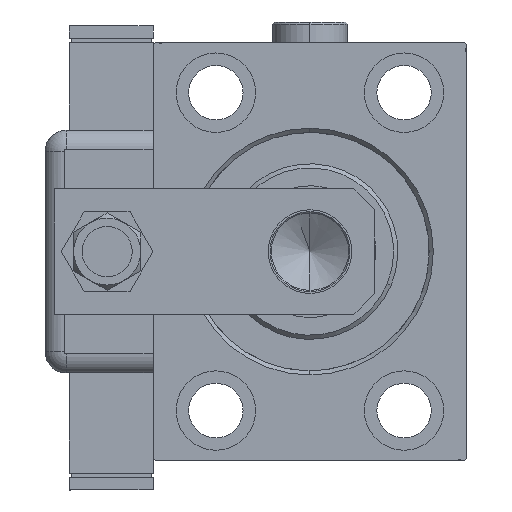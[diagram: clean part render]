
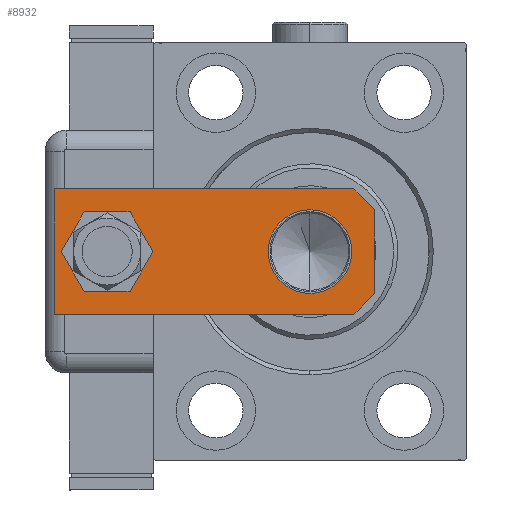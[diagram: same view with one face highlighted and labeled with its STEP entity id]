
A CAD part, left-side view. The second image highlights one B-rep face of the part: STEP entity #8932.
In plain terms, the highlighted face is planar.
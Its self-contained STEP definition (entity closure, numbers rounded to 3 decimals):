
#104 = CARTESIAN_POINT ( 'NONE',  ( 15., 5., 0. ) ) ;
#1112 = EDGE_LOOP ( 'NONE', ( #46071, #24350, #30230, #26010, #4534, #14221 ) ) ;
#1200 = CARTESIAN_POINT ( 'NONE',  ( 15., 76.5, 0. ) ) ;
#2750 = AXIS2_PLACEMENT_3D ( 'NONE', #7766, #40197, #54703 ) ;
#3890 = DIRECTION ( 'NONE',  ( -0.707, -0.707, 0. ) ) ;
#3950 = FACE_OUTER_BOUND ( 'NONE', #1112, .T. ) ;
#4175 = CARTESIAN_POINT ( 'NONE',  ( 0., 15.5, 0. ) ) ;
#4534 = ORIENTED_EDGE ( 'NONE', *, *, #38182, .F. ) ;
#5169 = DIRECTION ( 'NONE',  ( 0., 0., 1. ) ) ;
#5869 = EDGE_CURVE ( 'NONE', #38484, #28675, #24498, .T. ) ;
#6602 = ORIENTED_EDGE ( 'NONE', *, *, #13610, .T. ) ;
#7766 = CARTESIAN_POINT ( 'NONE',  ( 0., 15.5, 0. ) ) ;
#8221 = LINE ( 'NONE', #8529, #57112 ) ;
#8227 = CARTESIAN_POINT ( 'NONE',  ( -15., 0., 0. ) ) ;
#8529 = CARTESIAN_POINT ( 'NONE',  ( 15., 5., 0. ) ) ;
#8932 = ADVANCED_FACE ( 'NONE', ( #3950, #51804, #46858 ), #9188, .F. ) ;
#9188 = PLANE ( 'NONE',  #41636 ) ;
#9237 = CARTESIAN_POINT ( 'NONE',  ( 7., 64., 0. ) ) ;
#9495 = DIRECTION ( 'NONE',  ( 1., 0., 0. ) ) ;
#9788 = CIRCLE ( 'NONE', #60102, 7. ) ;
#10788 = EDGE_CURVE ( 'NONE', #47958, #28675, #27898, .T. ) ;
#13610 = EDGE_CURVE ( 'NONE', #36158, #34547, #52680, .T. ) ;
#14207 = EDGE_LOOP ( 'NONE', ( #15514, #6602 ) ) ;
#14221 = ORIENTED_EDGE ( 'NONE', *, *, #44179, .T. ) ;
#14626 = VECTOR ( 'NONE', #27051, 1000. ) ;
#14634 = VERTEX_POINT ( 'NONE', #41776 ) ;
#15514 = ORIENTED_EDGE ( 'NONE', *, *, #37398, .T. ) ;
#15558 = CIRCLE ( 'NONE', #2750, 10. ) ;
#17624 = CARTESIAN_POINT ( 'NONE',  ( -10., 0., 0. ) ) ;
#18705 = DIRECTION ( 'NONE',  ( 0., 0., 1. ) ) ;
#18940 = VERTEX_POINT ( 'NONE', #104 ) ;
#20032 = DIRECTION ( 'NONE',  ( -1., 0., 0. ) ) ;
#20134 = CIRCLE ( 'NONE', #54675, 7. ) ;
#20163 = DIRECTION ( 'NONE',  ( -0.707, 0.707, 0. ) ) ;
#20930 = VECTOR ( 'NONE', #20163, 1000. ) ;
#23607 = DIRECTION ( 'NONE',  ( 1., 0., 0. ) ) ;
#24045 = AXIS2_PLACEMENT_3D ( 'NONE', #4175, #27642, #23607 ) ;
#24350 = ORIENTED_EDGE ( 'NONE', *, *, #5869, .T. ) ;
#24498 = LINE ( 'NONE', #25427, #20930 ) ;
#24548 = DIRECTION ( 'NONE',  ( 1., 0., 0. ) ) ;
#25427 = CARTESIAN_POINT ( 'NONE',  ( -10., 0., 0. ) ) ;
#26010 = ORIENTED_EDGE ( 'NONE', *, *, #42430, .F. ) ;
#26757 = VERTEX_POINT ( 'NONE', #37796 ) ;
#27051 = DIRECTION ( 'NONE',  ( 0., 1., 0. ) ) ;
#27642 = DIRECTION ( 'NONE',  ( 0., 0., 1. ) ) ;
#27898 = LINE ( 'NONE', #42099, #43729 ) ;
#28553 = CARTESIAN_POINT ( 'NONE',  ( 10., 15.5, 0. ) ) ;
#28675 = VERTEX_POINT ( 'NONE', #50438 ) ;
#29938 = EDGE_LOOP ( 'NONE', ( #44271, #44028 ) ) ;
#30230 = ORIENTED_EDGE ( 'NONE', *, *, #10788, .F. ) ;
#32913 = CARTESIAN_POINT ( 'NONE',  ( 0., 64., 0. ) ) ;
#33270 = CARTESIAN_POINT ( 'NONE',  ( -15., 76.5, 0. ) ) ;
#34547 = VERTEX_POINT ( 'NONE', #41983 ) ;
#36158 = VERTEX_POINT ( 'NONE', #28553 ) ;
#37398 = EDGE_CURVE ( 'NONE', #34547, #36158, #15558, .T. ) ;
#37796 = CARTESIAN_POINT ( 'NONE',  ( -7., 64., 0. ) ) ;
#38182 = EDGE_CURVE ( 'NONE', #18940, #40437, #59815, .T. ) ;
#38484 = VERTEX_POINT ( 'NONE', #17624 ) ;
#40197 = DIRECTION ( 'NONE',  ( 0., 0., 1. ) ) ;
#40211 = VECTOR ( 'NONE', #50849, 1000. ) ;
#40437 = VERTEX_POINT ( 'NONE', #59470 ) ;
#41274 = DIRECTION ( 'NONE',  ( 1., 0., 0. ) ) ;
#41636 = AXIS2_PLACEMENT_3D ( 'NONE', #47466, #5169, #9495 ) ;
#41776 = CARTESIAN_POINT ( 'NONE',  ( 10., 0., 0. ) ) ;
#41983 = CARTESIAN_POINT ( 'NONE',  ( -10., 15.5, 0. ) ) ;
#42099 = CARTESIAN_POINT ( 'NONE',  ( -15., 76.5, 0. ) ) ;
#42430 = EDGE_CURVE ( 'NONE', #40437, #47958, #48159, .T. ) ;
#42768 = CARTESIAN_POINT ( 'NONE',  ( 0., 64., 0. ) ) ;
#43729 = VECTOR ( 'NONE', #46736, 1000. ) ;
#44028 = ORIENTED_EDGE ( 'NONE', *, *, #44343, .T. ) ;
#44179 = EDGE_CURVE ( 'NONE', #18940, #14634, #8221, .T. ) ;
#44271 = ORIENTED_EDGE ( 'NONE', *, *, #51607, .T. ) ;
#44343 = EDGE_CURVE ( 'NONE', #61146, #26757, #9788, .T. ) ;
#46071 = ORIENTED_EDGE ( 'NONE', *, *, #59227, .F. ) ;
#46736 = DIRECTION ( 'NONE',  ( 0., -1., 0. ) ) ;
#46858 = FACE_BOUND ( 'NONE', #14207, .T. ) ;
#47466 = CARTESIAN_POINT ( 'NONE',  ( 0., 0., 0. ) ) ;
#47958 = VERTEX_POINT ( 'NONE', #33270 ) ;
#48159 = LINE ( 'NONE', #1200, #53095 ) ;
#50438 = CARTESIAN_POINT ( 'NONE',  ( -15., 5., 0. ) ) ;
#50542 = LINE ( 'NONE', #8227, #40211 ) ;
#50849 = DIRECTION ( 'NONE',  ( 1., 0., 0. ) ) ;
#51607 = EDGE_CURVE ( 'NONE', #26757, #61146, #20134, .T. ) ;
#51804 = FACE_BOUND ( 'NONE', #29938, .T. ) ;
#52680 = CIRCLE ( 'NONE', #24045, 10. ) ;
#53095 = VECTOR ( 'NONE', #20032, 1000. ) ;
#54675 = AXIS2_PLACEMENT_3D ( 'NONE', #32913, #18705, #41274 ) ;
#54703 = DIRECTION ( 'NONE',  ( 1., 0., 0. ) ) ;
#56085 = DIRECTION ( 'NONE',  ( 0., 0., 1. ) ) ;
#57112 = VECTOR ( 'NONE', #3890, 1000. ) ;
#59227 = EDGE_CURVE ( 'NONE', #38484, #14634, #50542, .T. ) ;
#59470 = CARTESIAN_POINT ( 'NONE',  ( 15., 76.5, 0. ) ) ;
#59515 = CARTESIAN_POINT ( 'NONE',  ( 15., 0., 0. ) ) ;
#59815 = LINE ( 'NONE', #59515, #14626 ) ;
#60102 = AXIS2_PLACEMENT_3D ( 'NONE', #42768, #56085, #24548 ) ;
#61146 = VERTEX_POINT ( 'NONE', #9237 ) ;
